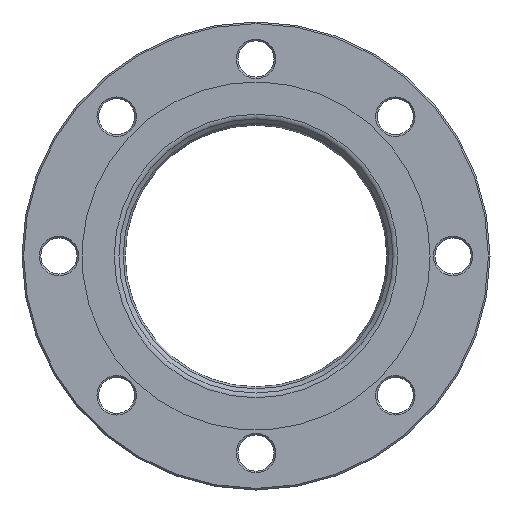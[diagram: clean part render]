
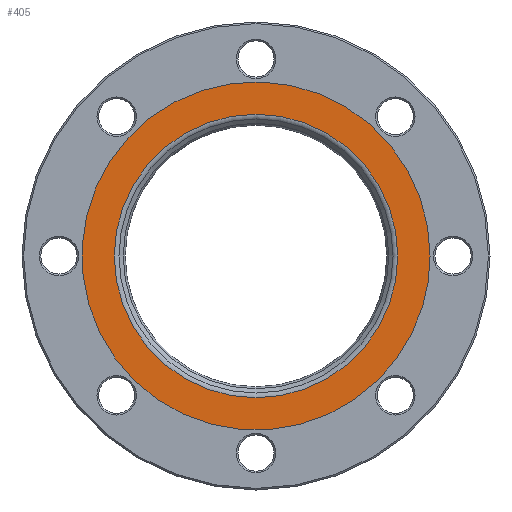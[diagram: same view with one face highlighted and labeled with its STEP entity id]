
A CAD part, left-side view. The second image highlights one B-rep face of the part: STEP entity #405.
In plain terms, the highlighted planar face has unit normal (-1, 0, 0).
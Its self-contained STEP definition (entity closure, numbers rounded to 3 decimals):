
#317=CARTESIAN_POINT('',(-100.,0.,0.));
#318=DIRECTION('',(-1.,0.,0.));
#319=DIRECTION('',(-0.,0.,-1.));
#320=AXIS2_PLACEMENT_3D('',#317,#318,#319);
#321=PLANE('',#320);
#322=CARTESIAN_POINT('',(-100.,-0.,86.307));
#323=VERTEX_POINT('',#322);
#324=CARTESIAN_POINT('',(-100.,-0.,0.));
#325=DIRECTION('',(1.,-0.,-0.));
#326=DIRECTION('',(0.,0.,1.));
#327=AXIS2_PLACEMENT_3D('',#324,#325,#326);
#328=CIRCLE('',#327,86.307);
#329=EDGE_CURVE('',#323,#323,#328,.T.);
#330=ORIENTED_EDGE('',*,*,#329,.T.);
#331=EDGE_LOOP('',(#330));
#332=FACE_BOUND('',#331,.T.);
#333=CARTESIAN_POINT('',(-100.,-106.,-0.));
#334=VERTEX_POINT('',#333);
#335=CARTESIAN_POINT('',(-100.,-106.,-0.));
#336=CARTESIAN_POINT('',(-100.,-106.,10.44));
#337=CARTESIAN_POINT('',(-100.,-103.963,20.68));
#338=CARTESIAN_POINT('',(-100.,-101.927,30.919));
#339=CARTESIAN_POINT('',(-100.,-97.931,40.564));
#340=CARTESIAN_POINT('',(-100.,-93.936,50.209));
#341=CARTESIAN_POINT('',(-100.,-88.136,58.89));
#342=CARTESIAN_POINT('',(-100.,-82.336,67.57));
#343=CARTESIAN_POINT('',(-100.,-74.953,74.953));
#344=CARTESIAN_POINT('',(-100.,-67.572,82.335));
#345=CARTESIAN_POINT('',(-100.,-58.89,88.136));
#346=CARTESIAN_POINT('',(-100.,-50.21,93.936));
#347=CARTESIAN_POINT('',(-100.,-40.564,97.931));
#348=CARTESIAN_POINT('',(-100.,-30.92,101.926));
#349=CARTESIAN_POINT('',(-100.,-20.68,103.963));
#350=CARTESIAN_POINT('',(-100.,-10.441,106.));
#351=CARTESIAN_POINT('',(-100.,-0.,106.));
#352=CARTESIAN_POINT('',(-100.,10.439,106.));
#353=CARTESIAN_POINT('',(-100.,20.68,103.963));
#354=CARTESIAN_POINT('',(-100.,30.918,101.927));
#355=CARTESIAN_POINT('',(-100.,40.564,97.931));
#356=CARTESIAN_POINT('',(-100.,50.209,93.936));
#357=CARTESIAN_POINT('',(-100.,58.89,88.136));
#358=CARTESIAN_POINT('',(-100.,67.57,82.336));
#359=CARTESIAN_POINT('',(-100.,74.953,74.953));
#360=CARTESIAN_POINT('',(-100.,82.335,67.572));
#361=CARTESIAN_POINT('',(-100.,88.136,58.89));
#362=CARTESIAN_POINT('',(-100.,93.936,50.21));
#363=CARTESIAN_POINT('',(-100.,97.931,40.564));
#364=CARTESIAN_POINT('',(-100.,101.926,30.92));
#365=CARTESIAN_POINT('',(-100.,103.963,20.68));
#366=CARTESIAN_POINT('',(-100.,106.,10.441));
#367=CARTESIAN_POINT('',(-100.,106.,-0.));
#368=CARTESIAN_POINT('',(-100.,106.,-10.439));
#369=CARTESIAN_POINT('',(-100.,103.963,-20.68));
#370=CARTESIAN_POINT('',(-100.,101.927,-30.918));
#371=CARTESIAN_POINT('',(-100.,97.931,-40.564));
#372=CARTESIAN_POINT('',(-100.,93.936,-50.209));
#373=CARTESIAN_POINT('',(-100.,88.136,-58.89));
#374=CARTESIAN_POINT('',(-100.,82.336,-67.57));
#375=CARTESIAN_POINT('',(-100.,74.953,-74.953));
#376=CARTESIAN_POINT('',(-100.,67.572,-82.335));
#377=CARTESIAN_POINT('',(-100.,58.89,-88.136));
#378=CARTESIAN_POINT('',(-100.,50.21,-93.936));
#379=CARTESIAN_POINT('',(-100.,40.564,-97.931));
#380=CARTESIAN_POINT('',(-100.,30.92,-101.926));
#381=CARTESIAN_POINT('',(-100.,20.68,-103.963));
#382=CARTESIAN_POINT('',(-100.,10.441,-106.));
#383=CARTESIAN_POINT('',(-100.,0.,-106.));
#384=CARTESIAN_POINT('',(-100.,-10.439,-106.));
#385=CARTESIAN_POINT('',(-100.,-20.68,-103.963));
#386=CARTESIAN_POINT('',(-100.,-30.918,-101.927));
#387=CARTESIAN_POINT('',(-100.,-40.564,-97.931));
#388=CARTESIAN_POINT('',(-100.,-50.209,-93.936));
#389=CARTESIAN_POINT('',(-100.,-58.89,-88.136));
#390=CARTESIAN_POINT('',(-100.,-67.57,-82.336));
#391=CARTESIAN_POINT('',(-100.,-74.953,-74.953));
#392=CARTESIAN_POINT('',(-100.,-82.335,-67.572));
#393=CARTESIAN_POINT('',(-100.,-88.136,-58.89));
#394=CARTESIAN_POINT('',(-100.,-93.936,-50.21));
#395=CARTESIAN_POINT('',(-100.,-97.931,-40.564));
#396=CARTESIAN_POINT('',(-100.,-101.926,-30.92));
#397=CARTESIAN_POINT('',(-100.,-103.963,-20.68));
#398=CARTESIAN_POINT('',(-100.,-106.,-10.44));
#399=CARTESIAN_POINT('',(-100.,-106.,-0.));
#400=B_SPLINE_CURVE_WITH_KNOTS('',2,(#335,#336,#337,#338,#339,#340,#341,#342,#343,#344,#345,#346,#347,#348,#349,#350,#351,#352,#353,#354,#355,#356,#357,#358,#359,#360,
#361,#362,#363,#364,#365,#366,#367,#368,#369,#370,#371,#372,#373,#374,#375,#376,#377,#378,#379,#380,#381,#382,#383,#384,#385,
#386,#387,#388,#389,#390,#391,#392,#393,#394,#395,#396,#397,#398,#399),.UNSPECIFIED.,.T.,.F.,(3,2,2,2,2,2,2,2,2,2,2,2,2,2,2,2,2,2,2,2,2,2,2,2,2,2,
2,2,2,2,2,2,3),(0.,0.031,0.063,0.094,0.125,0.156,0.188,0.219,0.25,0.281,0.313,0.344,0.375,0.406,0.438,0.469,0.5,0.531,0.563,0.594,0.625,0.656,0.688,0.719,0.75,0.781,
0.813,0.844,0.875,0.906,0.938,0.969,1.),.UNSPECIFIED.);
#401=EDGE_CURVE('',#334,#334,#400,.T.);
#402=ORIENTED_EDGE('',*,*,#401,.T.);
#403=EDGE_LOOP('',(#402));
#404=FACE_BOUND('',#403,.T.);
#405=ADVANCED_FACE('',(#332,#404),#321,.T.);
